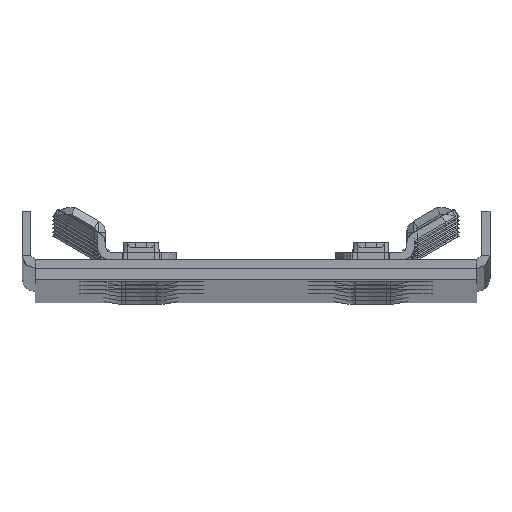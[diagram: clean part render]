
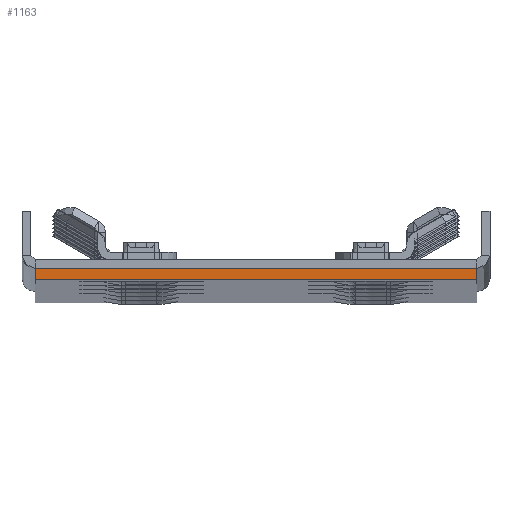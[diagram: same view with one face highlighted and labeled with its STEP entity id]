
A CAD part, top view. The second image highlights one B-rep face of the part: STEP entity #1163.
In plain terms, the highlighted planar face has unit normal (0, 0, 1).
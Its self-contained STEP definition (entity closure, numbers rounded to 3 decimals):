
#1163=ADVANCED_FACE('',(#2571),#21795,.T.);
#2571=FACE_OUTER_BOUND('',#4027,.T.);
#4027=EDGE_LOOP('',(#9638,#9639,#9640,#9641));
#9638=ORIENTED_EDGE('',*,*,#14384,.T.);
#9639=ORIENTED_EDGE('',*,*,#14330,.T.);
#9640=ORIENTED_EDGE('',*,*,#14383,.T.);
#9641=ORIENTED_EDGE('',*,*,#14382,.F.);
#14330=EDGE_CURVE('',#20742,#20743,#16702,.T.);
#14382=EDGE_CURVE('',#20770,#20771,#16730,.T.);
#14383=EDGE_CURVE('',#20743,#20771,#16731,.T.);
#14384=EDGE_CURVE('',#20770,#20742,#16732,.T.);
#16702=B_SPLINE_CURVE_WITH_KNOTS('',1,(#52052,#52053),.UNSPECIFIED.,.F.,
 .F.,(2,2),(-100.,0.),.UNSPECIFIED.);
#16730=B_SPLINE_CURVE_WITH_KNOTS('',1,(#52228,#52229),.UNSPECIFIED.,.F.,
 .F.,(2,2),(-100.,0.),.UNSPECIFIED.);
#16731=B_SPLINE_CURVE_WITH_KNOTS('',1,(#52230,#52231),.UNSPECIFIED.,.F.,
 .F.,(2,2),(-2.5,0.),.UNSPECIFIED.);
#16732=B_SPLINE_CURVE_WITH_KNOTS('',1,(#52232,#52233),.UNSPECIFIED.,.F.,
 .F.,(2,2),(-2.5,0.),.UNSPECIFIED.);
#20742=VERTEX_POINT('',#52020);
#20743=VERTEX_POINT('',#52021);
#20770=VERTEX_POINT('',#52048);
#20771=VERTEX_POINT('',#52049);
#21795=PLANE('',#23368);
#23368=AXIS2_PLACEMENT_3D('',#51775,#23975,$);
#23975=DIRECTION('',(0.,0.,1.));
#51775=CARTESIAN_POINT('',(-60.001,-1.749,0.));
#52020=CARTESIAN_POINT('',(-50.,-4.5,0.));
#52021=CARTESIAN_POINT('',(50.,-4.5,0.));
#52048=CARTESIAN_POINT('',(-50.,-2.,0.));
#52049=CARTESIAN_POINT('',(50.,-2.,0.));
#52052=CARTESIAN_POINT('',(-50.,-4.5,0.));
#52053=CARTESIAN_POINT('',(50.,-4.5,0.));
#52228=CARTESIAN_POINT('',(-50.,-2.,0.));
#52229=CARTESIAN_POINT('',(50.,-2.,0.));
#52230=CARTESIAN_POINT('',(50.,-4.5,0.));
#52231=CARTESIAN_POINT('',(50.,-2.,0.));
#52232=CARTESIAN_POINT('',(-50.,-2.,0.));
#52233=CARTESIAN_POINT('',(-50.,-4.5,0.));
